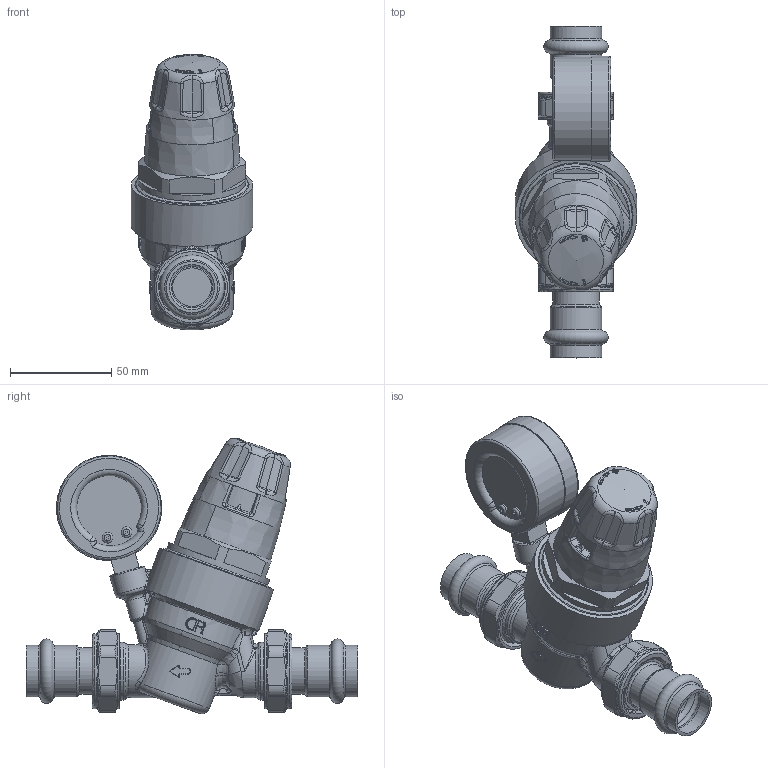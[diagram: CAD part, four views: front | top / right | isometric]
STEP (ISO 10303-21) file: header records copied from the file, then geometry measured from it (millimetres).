
FILE_DESCRIPTION(/* description */ (''),/* implementation_level */ '2;1');
FILE_NAME(/* name */ '535651HA_Simplify_1.stp',/* time_stamp */ '2025-08-19T08:21:32-05:00',/* author */ ('ischreiner'),/* organization */ (''),/* preprocessor_version */ 'ST-DEVELOPER v20',/* originating_system */ 'Autodesk Inventor 2025',/* authorisation */ '');
FILE_SCHEMA (('AUTOMOTIVE_DESIGN { 1 0 10303 214 3 1 1 }'));
Products named in the file (1): 535651HA_Simplify_1
Bounding box: 59.99 x 163.66 x 135.88 mm (x, y, z)
Volume: 335277.3 mm3; surface area: 62045.8 mm2
Topology: 6 solids, 6 shells, 1080 faces, 2669 edges, 1584 vertices
Faces by surface type: bspline 404, cylinder 233, plane 206, torus 128, cone 62, sphere 47
Full cylindrical faces by diameter (mm): 1.089 x2, 2.723 x1, 3.81 x1, 5.3 x2, 7.95 x1, 10.16 x1, 18 x1, 19.05 x2, 22.352 x4, 22.86 x2, 25.4 x4, 26 x1, 27.686 x2, 28.5 x2, 29.515 x2, 30.5 x2, 33.1 x2, 37 x4, 44 x1, 51 x1, 52 x1, 53 x1, 60 x1
Entity records: 57708 total; most frequent: CARTESIAN_POINT 33121, ORIENTED_EDGE 5232, DIRECTION 4472, EDGE_CURVE 2616, AXIS2_PLACEMENT_3D 1956, VERTEX_POINT 1584, EDGE_LOOP 1124, STYLED_ITEM 1086
